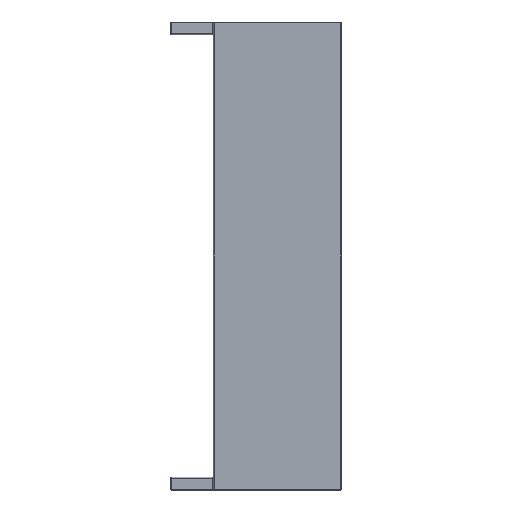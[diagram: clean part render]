
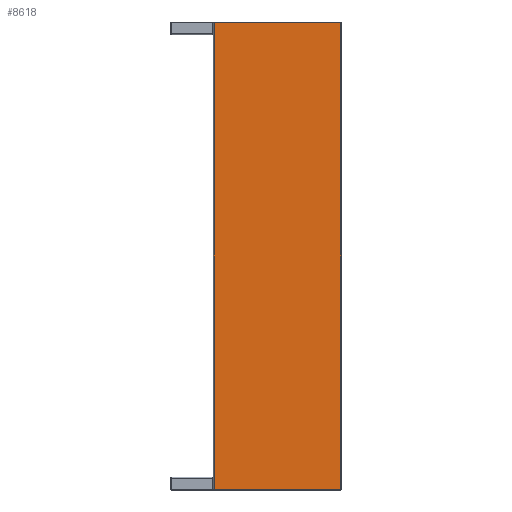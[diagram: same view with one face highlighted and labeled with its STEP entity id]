
A CAD part, front view. The second image highlights one B-rep face of the part: STEP entity #8618.
In plain terms, the highlighted planar face has unit normal (0, -1, 0).
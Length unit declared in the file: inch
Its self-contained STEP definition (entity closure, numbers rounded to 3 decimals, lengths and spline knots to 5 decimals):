
#12 = CARTESIAN_POINT ( 'NONE',  ( 0.98, -0.75, -5.455 ) ) ;
#352 = VECTOR ( 'NONE', #784, 39.37008 ) ;
#784 = DIRECTION ( 'NONE',  ( 1., 0., 0. ) ) ;
#898 = LINE ( 'NONE', #4263, #352 ) ;
#1230 = VECTOR ( 'NONE', #1538, 39.37008 ) ;
#1275 = CARTESIAN_POINT ( 'NONE',  ( -1.98, -0.75, -5.455 ) ) ;
#1538 = DIRECTION ( 'NONE',  ( 0., 0., 1. ) ) ;
#1574 = DIRECTION ( 'NONE',  ( -1., 0., 0. ) ) ;
#1712 = ORIENTED_EDGE ( 'NONE', *, *, #6842, .T. ) ;
#1922 = AXIS2_PLACEMENT_3D ( 'NONE', #9066, #2339, #6479 ) ;
#1926 = VERTEX_POINT ( 'NONE', #1275 ) ;
#2339 = DIRECTION ( 'NONE',  ( 0., 1., 0. ) ) ;
#2714 = ORIENTED_EDGE ( 'NONE', *, *, #7428, .T. ) ;
#3173 = FACE_OUTER_BOUND ( 'NONE', #4839, .T. ) ;
#3338 = LINE ( 'NONE', #8194, #5428 ) ;
#3383 = VERTEX_POINT ( 'NONE', #12 ) ;
#3513 = ORIENTED_EDGE ( 'NONE', *, *, #4173, .T. ) ;
#3591 = VECTOR ( 'NONE', #6606, 39.37008 ) ;
#4173 = EDGE_CURVE ( 'NONE', #5171, #1926, #9091, .T. ) ;
#4263 = CARTESIAN_POINT ( 'NONE',  ( 1., -0.75, -5.455 ) ) ;
#4839 = EDGE_LOOP ( 'NONE', ( #7072, #3513, #2714, #1712 ) ) ;
#5171 = VERTEX_POINT ( 'NONE', #7887 ) ;
#5428 = VECTOR ( 'NONE', #1574, 39.37008 ) ;
#5620 = CARTESIAN_POINT ( 'NONE',  ( 0.98, -0.75, 5.475 ) ) ;
#6479 = DIRECTION ( 'NONE',  ( 0., 0., 1. ) ) ;
#6606 = DIRECTION ( 'NONE',  ( 0., 0., -1. ) ) ;
#6842 = EDGE_CURVE ( 'NONE', #3383, #10678, #9799, .T. ) ;
#7072 = ORIENTED_EDGE ( 'NONE', *, *, #9756, .T. ) ;
#7428 = EDGE_CURVE ( 'NONE', #1926, #3383, #898, .T. ) ;
#7887 = CARTESIAN_POINT ( 'NONE',  ( -1.98, -0.75, 5.455 ) ) ;
#8194 = CARTESIAN_POINT ( 'NONE',  ( 1., -0.75, 5.455 ) ) ;
#8214 = CARTESIAN_POINT ( 'NONE',  ( -1.98, -0.75, -5.475 ) ) ;
#8618 = ADVANCED_FACE ( 'NONE', ( #3173 ), #9883, .F. ) ;
#8845 = CARTESIAN_POINT ( 'NONE',  ( 0.98, -0.75, 5.455 ) ) ;
#9066 = CARTESIAN_POINT ( 'NONE',  ( 1., -0.75, -5.475 ) ) ;
#9091 = LINE ( 'NONE', #8214, #3591 ) ;
#9756 = EDGE_CURVE ( 'NONE', #10678, #5171, #3338, .T. ) ;
#9799 = LINE ( 'NONE', #5620, #1230 ) ;
#9883 = PLANE ( 'NONE',  #1922 ) ;
#10678 = VERTEX_POINT ( 'NONE', #8845 ) ;
